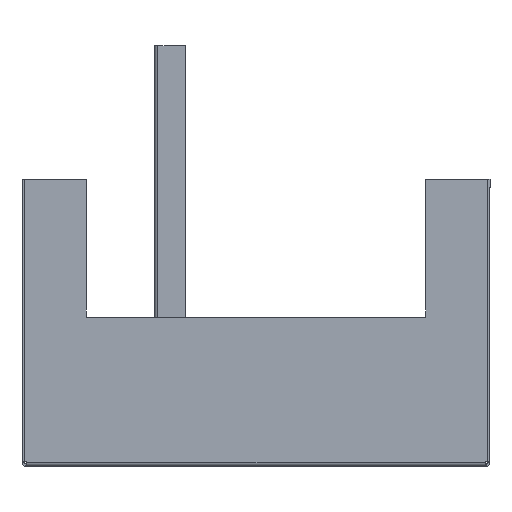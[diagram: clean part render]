
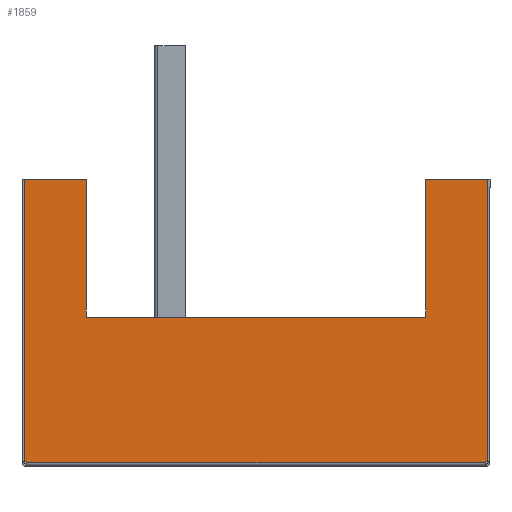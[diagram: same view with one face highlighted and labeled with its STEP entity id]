
A CAD part, left-side view. The second image highlights one B-rep face of the part: STEP entity #1859.
In plain terms, the highlighted face is planar.
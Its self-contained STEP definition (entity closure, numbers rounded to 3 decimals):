
#2 = LINE ( 'NONE', #1568, #1640 ) ;
#10 = CARTESIAN_POINT ( 'NONE',  ( -2.1, 0., 87.429 ) ) ;
#59 = CARTESIAN_POINT ( 'NONE',  ( -2.1, 0., -117.429 ) ) ;
#64 = LINE ( 'NONE', #344, #1691 ) ;
#65 = DIRECTION ( 'NONE',  ( -1., 0., 0. ) ) ;
#69 = LINE ( 'NONE', #1998, #1926 ) ;
#82 = LINE ( 'NONE', #981, #1709 ) ;
#89 = LINE ( 'NONE', #1132, #460 ) ;
#90 = CARTESIAN_POINT ( 'NONE',  ( -66., 0., -90. ) ) ;
#98 = VERTEX_POINT ( 'NONE', #10 ) ;
#119 = CARTESIAN_POINT ( 'NONE',  ( -127., 0., 60. ) ) ;
#132 = DIRECTION ( 'NONE',  ( 1., 0., 0. ) ) ;
#213 = ORIENTED_EDGE ( 'NONE', *, *, #1614, .T. ) ;
#215 = DIRECTION ( 'NONE',  ( 0., 0., -1. ) ) ;
#235 = VECTOR ( 'NONE', #1828, 1000. ) ;
#264 = EDGE_CURVE ( 'NONE', #1472, #382, #1260, .T. ) ;
#307 = ORIENTED_EDGE ( 'NONE', *, *, #457, .T. ) ;
#308 = EDGE_CURVE ( 'NONE', #1043, #449, #69, .T. ) ;
#344 = CARTESIAN_POINT ( 'NONE',  ( -2.1, 0., 88.5 ) ) ;
#366 = DIRECTION ( 'NONE',  ( 1., 0., 0. ) ) ;
#382 = VERTEX_POINT ( 'NONE', #1460 ) ;
#425 = CARTESIAN_POINT ( 'NONE',  ( 0., 0., 86.4 ) ) ;
#438 = VECTOR ( 'NONE', #366, 1000. ) ;
#447 = EDGE_CURVE ( 'NONE', #1163, #558, #64, .T. ) ;
#449 = VERTEX_POINT ( 'NONE', #119 ) ;
#457 = EDGE_CURVE ( 'NONE', #1043, #98, #865, .T. ) ;
#460 = VECTOR ( 'NONE', #1126, 1000. ) ;
#475 = CARTESIAN_POINT ( 'NONE',  ( -127., 0., -90. ) ) ;
#492 = CARTESIAN_POINT ( 'NONE',  ( -1.6, 0., 86.4 ) ) ;
#509 = LINE ( 'NONE', #1610, #971 ) ;
#530 = CARTESIAN_POINT ( 'NONE',  ( -1.6, 0., -116.4 ) ) ;
#558 = VERTEX_POINT ( 'NONE', #59 ) ;
#563 = VECTOR ( 'NONE', #914, 1000. ) ;
#606 = VECTOR ( 'NONE', #973, 1000. ) ;
#617 = DIRECTION ( 'NONE',  ( 1., 0., 0. ) ) ;
#645 = CARTESIAN_POINT ( 'NONE',  ( -127., 0., -117.429 ) ) ;
#648 = VERTEX_POINT ( 'NONE', #530 ) ;
#653 = ORIENTED_EDGE ( 'NONE', *, *, #1618, .T. ) ;
#665 = CARTESIAN_POINT ( 'NONE',  ( -127., 0., 88.5 ) ) ;
#672 = DIRECTION ( 'NONE',  ( 0., 0., -1. ) ) ;
#712 = AXIS2_PLACEMENT_3D ( 'NONE', #1699, #1076, #132 ) ;
#723 = EDGE_CURVE ( 'NONE', #1444, #558, #89, .T. ) ;
#753 = CARTESIAN_POINT ( 'NONE',  ( 0., 0., -116.4 ) ) ;
#806 = EDGE_LOOP ( 'NONE', ( #989, #653, #820, #2044, #1555, #878, #1364, #907, #1651, #1659, #307, #213 ) ) ;
#820 = ORIENTED_EDGE ( 'NONE', *, *, #1254, .F. ) ;
#830 = LINE ( 'NONE', #1872, #563 ) ;
#851 = DIRECTION ( 'NONE',  ( 0., 0., -1. ) ) ;
#865 = LINE ( 'NONE', #1787, #438 ) ;
#878 = ORIENTED_EDGE ( 'NONE', *, *, #1530, .F. ) ;
#886 = CARTESIAN_POINT ( 'NONE',  ( -2.1, 0., -116.4 ) ) ;
#901 = FACE_OUTER_BOUND ( 'NONE', #806, .T. ) ;
#907 = ORIENTED_EDGE ( 'NONE', *, *, #1031, .F. ) ;
#914 = DIRECTION ( 'NONE',  ( -1., 0., 0. ) ) ;
#918 = VECTOR ( 'NONE', #65, 1000. ) ;
#971 = VECTOR ( 'NONE', #1775, 1000. ) ;
#973 = DIRECTION ( 'NONE',  ( 0., 0., -1. ) ) ;
#981 = CARTESIAN_POINT ( 'NONE',  ( -2.1, 0., 88.5 ) ) ;
#989 = ORIENTED_EDGE ( 'NONE', *, *, #264, .F. ) ;
#1028 = CARTESIAN_POINT ( 'NONE',  ( -127., 0., 87.429 ) ) ;
#1031 = EDGE_CURVE ( 'NONE', #1294, #1249, #1122, .T. ) ;
#1043 = VERTEX_POINT ( 'NONE', #1028 ) ;
#1069 = LINE ( 'NONE', #665, #606 ) ;
#1076 = DIRECTION ( 'NONE',  ( 0., -1., 0. ) ) ;
#1104 = DIRECTION ( 'NONE',  ( 1., 0., 0. ) ) ;
#1122 = LINE ( 'NONE', #90, #235 ) ;
#1126 = DIRECTION ( 'NONE',  ( 1., 0., 0. ) ) ;
#1132 = CARTESIAN_POINT ( 'NONE',  ( -192., 0., -117.429 ) ) ;
#1163 = VERTEX_POINT ( 'NONE', #886 ) ;
#1196 = EDGE_CURVE ( 'NONE', #1249, #1988, #830, .T. ) ;
#1249 = VERTEX_POINT ( 'NONE', #1696 ) ;
#1254 = EDGE_CURVE ( 'NONE', #1163, #648, #2051, .T. ) ;
#1260 = LINE ( 'NONE', #425, #918 ) ;
#1294 = VERTEX_POINT ( 'NONE', #1720 ) ;
#1364 = ORIENTED_EDGE ( 'NONE', *, *, #1196, .F. ) ;
#1371 = EDGE_CURVE ( 'NONE', #449, #1294, #2, .T. ) ;
#1444 = VERTEX_POINT ( 'NONE', #645 ) ;
#1460 = CARTESIAN_POINT ( 'NONE',  ( -2.1, 0., 86.4 ) ) ;
#1472 = VERTEX_POINT ( 'NONE', #492 ) ;
#1530 = EDGE_CURVE ( 'NONE', #1988, #1444, #1069, .T. ) ;
#1536 = PLANE ( 'NONE',  #712 ) ;
#1555 = ORIENTED_EDGE ( 'NONE', *, *, #723, .F. ) ;
#1556 = VECTOR ( 'NONE', #617, 1000. ) ;
#1568 = CARTESIAN_POINT ( 'NONE',  ( -127., 0., 60. ) ) ;
#1610 = CARTESIAN_POINT ( 'NONE',  ( -1.6, 0., 86.4 ) ) ;
#1614 = EDGE_CURVE ( 'NONE', #98, #382, #82, .T. ) ;
#1618 = EDGE_CURVE ( 'NONE', #1472, #648, #509, .T. ) ;
#1640 = VECTOR ( 'NONE', #1104, 1000. ) ;
#1651 = ORIENTED_EDGE ( 'NONE', *, *, #1371, .F. ) ;
#1659 = ORIENTED_EDGE ( 'NONE', *, *, #308, .F. ) ;
#1691 = VECTOR ( 'NONE', #215, 1000. ) ;
#1696 = CARTESIAN_POINT ( 'NONE',  ( -66., 0., -90. ) ) ;
#1699 = CARTESIAN_POINT ( 'NONE',  ( 0., 0., 88.5 ) ) ;
#1709 = VECTOR ( 'NONE', #672, 1000. ) ;
#1720 = CARTESIAN_POINT ( 'NONE',  ( -66., 0., 60. ) ) ;
#1775 = DIRECTION ( 'NONE',  ( 0., 0., -1. ) ) ;
#1787 = CARTESIAN_POINT ( 'NONE',  ( -192., 0., 87.429 ) ) ;
#1828 = DIRECTION ( 'NONE',  ( 0., 0., -1. ) ) ;
#1859 = ADVANCED_FACE ( 'NONE', ( #901 ), #1536, .F. ) ;
#1872 = CARTESIAN_POINT ( 'NONE',  ( -127., 0., -90. ) ) ;
#1926 = VECTOR ( 'NONE', #851, 1000. ) ;
#1988 = VERTEX_POINT ( 'NONE', #475 ) ;
#1998 = CARTESIAN_POINT ( 'NONE',  ( -127., 0., 88.5 ) ) ;
#2044 = ORIENTED_EDGE ( 'NONE', *, *, #447, .T. ) ;
#2051 = LINE ( 'NONE', #753, #1556 ) ;
